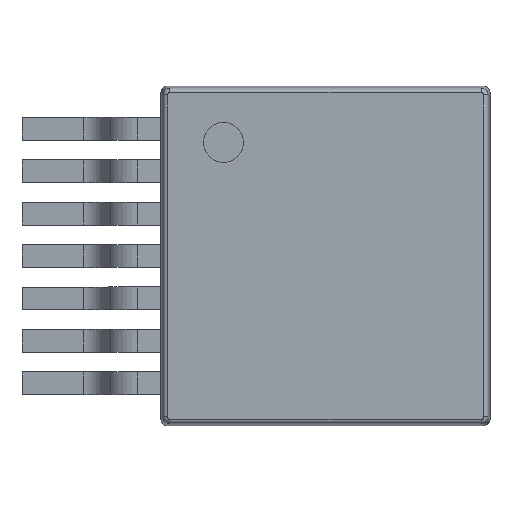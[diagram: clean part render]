
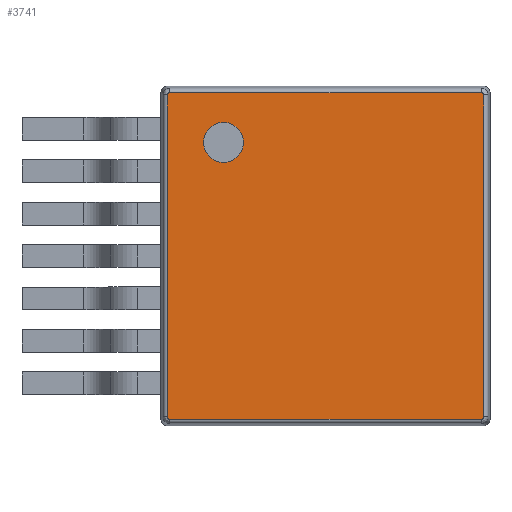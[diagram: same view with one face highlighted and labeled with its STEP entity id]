
A CAD part, top view. The second image highlights one B-rep face of the part: STEP entity #3741.
In plain terms, the highlighted face is planar.
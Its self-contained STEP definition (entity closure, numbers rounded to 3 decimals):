
#1192=CARTESIAN_POINT('',(4.889,0.619,
-4.72));
#1193=CARTESIAN_POINT('',(4.889,0.619,
-4.726));
#1194=CARTESIAN_POINT('',(4.887,0.619,
-4.738));
#1195=CARTESIAN_POINT('',(4.88,0.619,
-4.755));
#1196=CARTESIAN_POINT('',(4.869,0.619,
-4.769));
#1197=CARTESIAN_POINT('',(4.855,0.619,
-4.78));
#1198=CARTESIAN_POINT('',(4.838,0.619,
-4.787));
#1199=CARTESIAN_POINT('',(4.826,0.619,
-4.789));
#1200=CARTESIAN_POINT('',(4.82,0.619,
-4.789));
#1226=CARTESIAN_POINT('',(-3.4,0.619,3.));
#1227=DIRECTION('',(0.,1.,0.));
#1228=DIRECTION('',(1.,0.,0.));
#1229=AXIS2_PLACEMENT_3D('',#1226,#1227,#1228);
#1234=CARTESIAN_POINT('',(-3.4,0.619,3.));
#1235=DIRECTION('',(0.,1.,0.));
#1236=DIRECTION('',(-1.,0.,0.));
#1237=AXIS2_PLACEMENT_3D('',#1234,#1235,#1236);
#1242=CARTESIAN_POINT('',(-4.889,0.619,
4.61));
#1243=CARTESIAN_POINT('',(-4.889,0.619,
4.616));
#1244=CARTESIAN_POINT('',(-4.887,0.619,
4.628));
#1245=CARTESIAN_POINT('',(-4.88,0.619,
4.645));
#1246=CARTESIAN_POINT('',(-4.869,0.619,
4.659));
#1247=CARTESIAN_POINT('',(-4.855,0.619,
4.67));
#1248=CARTESIAN_POINT('',(-4.838,0.619,
4.677));
#1249=CARTESIAN_POINT('',(-4.826,0.619,
4.679));
#1250=CARTESIAN_POINT('',(-4.82,0.619,
4.679));
#1276=DIRECTION('',(1.,0.,0.));
#1277=VECTOR('',#1276,9.639);
#1278=CARTESIAN_POINT('',(-4.82,0.619,
4.679));
#1279=LINE('',#1278,#1277);
#1298=CARTESIAN_POINT('',(4.82,0.619,4.679));
#1299=CARTESIAN_POINT('',(4.826,0.619,4.679));
#1300=CARTESIAN_POINT('',(4.838,0.619,4.677));
#1301=CARTESIAN_POINT('',(4.855,0.619,4.67));
#1302=CARTESIAN_POINT('',(4.869,0.619,4.659));
#1303=CARTESIAN_POINT('',(4.88,0.619,4.645));
#1304=CARTESIAN_POINT('',(4.887,0.619,4.628));
#1305=CARTESIAN_POINT('',(4.889,0.619,4.616));
#1306=CARTESIAN_POINT('',(4.889,0.619,4.61));
#1332=DIRECTION('',(0.,0.,-1.));
#1333=VECTOR('',#1332,9.329);
#1334=CARTESIAN_POINT('',(4.889,0.619,4.61));
#1335=LINE('',#1334,#1333);
#1478=DIRECTION('',(0.,0.,1.));
#1479=VECTOR('',#1478,9.329);
#1480=CARTESIAN_POINT('',(-4.889,0.619,
-4.72));
#1481=LINE('',#1480,#1479);
#1500=CARTESIAN_POINT('',(-4.82,0.619,
-4.789));
#1501=CARTESIAN_POINT('',(-4.826,0.619,
-4.789));
#1502=CARTESIAN_POINT('',(-4.838,0.619,
-4.787));
#1503=CARTESIAN_POINT('',(-4.855,0.619,
-4.78));
#1504=CARTESIAN_POINT('',(-4.869,0.619,
-4.769));
#1505=CARTESIAN_POINT('',(-4.88,0.619,
-4.755));
#1506=CARTESIAN_POINT('',(-4.887,0.619,
-4.738));
#1507=CARTESIAN_POINT('',(-4.889,0.619,
-4.726));
#1508=CARTESIAN_POINT('',(-4.889,0.619,
-4.72));
#1568=DIRECTION('',(-1.,0.,0.));
#1569=VECTOR('',#1568,9.639);
#1570=CARTESIAN_POINT('',(4.82,0.619,
-4.789));
#1571=LINE('',#1570,#1569);
#2406=VERTEX_POINT('',#1242);
#2407=VERTEX_POINT('',#1250);
#2410=CARTESIAN_POINT('',(4.82,0.619,4.679));
#2411=VERTEX_POINT('',#2410);
#2414=VERTEX_POINT('',#1306);
#2416=CARTESIAN_POINT('',(4.889,0.619,
-4.72));
#2417=VERTEX_POINT('',#2416);
#2420=VERTEX_POINT('',#1200);
#2422=CARTESIAN_POINT('',(-4.82,0.619,
-4.789));
#2423=VERTEX_POINT('',#2422);
#2426=VERTEX_POINT('',#1508);
#2460=CARTESIAN_POINT('',(-2.8,0.619,3.));
#2461=CARTESIAN_POINT('',(-4.,0.619,3.));
#2462=VERTEX_POINT('',#2460);
#2463=VERTEX_POINT('',#2461);
#3713=CARTESIAN_POINT('',(-5.08,0.619,-4.98));
#3714=DIRECTION('',(0.,1.,0.));
#3715=DIRECTION('',(-1.,0.,0.));
#3716=AXIS2_PLACEMENT_3D('',#3713,#3714,#3715);
#3717=PLANE('',#3716);
#3719=ORIENTED_EDGE('',*,*,#3718,.F.);
#3721=ORIENTED_EDGE('',*,*,#3720,.F.);
#3723=ORIENTED_EDGE('',*,*,#3722,.F.);
#3725=ORIENTED_EDGE('',*,*,#3724,.F.);
#3726=ORIENTED_EDGE('',*,*,#3703,.F.);
#3728=ORIENTED_EDGE('',*,*,#3727,.F.);
#3730=ORIENTED_EDGE('',*,*,#3729,.F.);
#3732=ORIENTED_EDGE('',*,*,#3731,.F.);
#3733=EDGE_LOOP('',(#3719,#3721,#3723,#3725,#3726,#3728,#3730,#3732));
#3734=FACE_OUTER_BOUND('',#3733,.F.);
#3736=ORIENTED_EDGE('',*,*,#3735,.T.);
#3738=ORIENTED_EDGE('',*,*,#3737,.T.);
#3739=EDGE_LOOP('',(#3736,#3738));
#3740=FACE_BOUND('',#3739,.F.);
#1201=B_SPLINE_CURVE_WITH_KNOTS('',3,(#1192,#1193,#1194,#1195,#1196,#1197,#1198,
#1199,#1200),.UNSPECIFIED.,.F.,.F.,(4,1,1,1,1,1,4),(0.,0.167,
0.333,0.5,0.667,0.833,1.),
.UNSPECIFIED.);
#1230=CIRCLE('',#1229,0.6);
#1238=CIRCLE('',#1237,0.6);
#1251=B_SPLINE_CURVE_WITH_KNOTS('',3,(#1242,#1243,#1244,#1245,#1246,#1247,#1248,
#1249,#1250),.UNSPECIFIED.,.F.,.F.,(4,1,1,1,1,1,4),(0.,0.167,
0.333,0.5,0.667,0.833,1.),
.UNSPECIFIED.);
#1307=B_SPLINE_CURVE_WITH_KNOTS('',3,(#1298,#1299,#1300,#1301,#1302,#1303,#1304,
#1305,#1306),.UNSPECIFIED.,.F.,.F.,(4,1,1,1,1,1,4),(0.,0.167,
0.333,0.5,0.667,0.833,1.),
.UNSPECIFIED.);
#1509=B_SPLINE_CURVE_WITH_KNOTS('',3,(#1500,#1501,#1502,#1503,#1504,#1505,#1506,
#1507,#1508),.UNSPECIFIED.,.F.,.F.,(4,1,1,1,1,1,4),(0.,0.167,
0.333,0.5,0.667,0.833,1.),
.UNSPECIFIED.);
#3703=EDGE_CURVE('',#2417,#2420,#1201,.T.);
#3718=EDGE_CURVE('',#2406,#2407,#1251,.T.);
#3720=EDGE_CURVE('',#2426,#2406,#1481,.T.);
#3722=EDGE_CURVE('',#2423,#2426,#1509,.T.);
#3724=EDGE_CURVE('',#2420,#2423,#1571,.T.);
#3727=EDGE_CURVE('',#2414,#2417,#1335,.T.);
#3729=EDGE_CURVE('',#2411,#2414,#1307,.T.);
#3731=EDGE_CURVE('',#2407,#2411,#1279,.T.);
#3735=EDGE_CURVE('',#2462,#2463,#1230,.T.);
#3737=EDGE_CURVE('',#2463,#2462,#1238,.T.);
#3741=ADVANCED_FACE('',(#3734,#3740),#3717,.T.);
